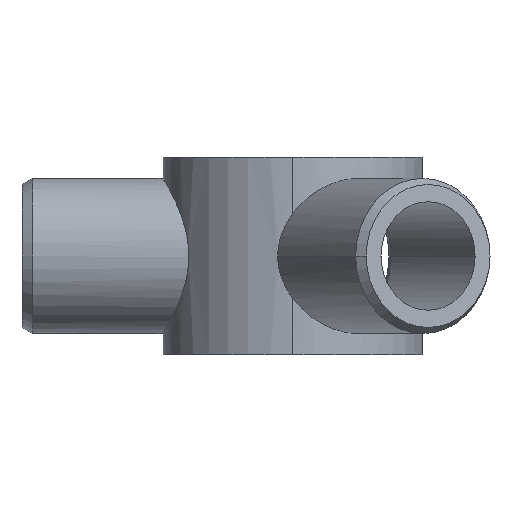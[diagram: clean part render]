
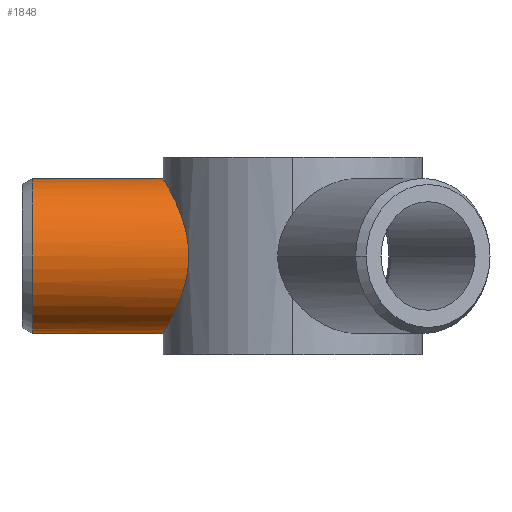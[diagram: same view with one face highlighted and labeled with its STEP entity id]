
A CAD part, left-side view. The second image highlights one B-rep face of the part: STEP entity #1848.
In plain terms, the highlighted cylindrical face has radius 11 mm (diameter 22 mm), a partial arc.
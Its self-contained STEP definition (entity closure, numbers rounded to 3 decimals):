
#26 = ORIENTED_EDGE ( 'NONE', *, *, #819, .T. ) ;
#93 = DIRECTION ( 'NONE',  ( 0., -1., 0. ) ) ;
#106 = CARTESIAN_POINT ( 'NONE',  ( 0., 38.4, -14. ) ) ;
#225 = EDGE_CURVE ( 'NONE', #3365, #2986, #3606, .T. ) ;
#249 = CARTESIAN_POINT ( 'NONE',  ( -11., 14.75, -14.376 ) ) ;
#256 = LINE ( 'NONE', #1494, #3936 ) ;
#268 = CARTESIAN_POINT ( 'NONE',  ( -8.039, 16.553, -21.517 ) ) ;
#290 = CARTESIAN_POINT ( 'NONE',  ( -3.609, 18.046, -24.398 ) ) ;
#354 = CARTESIAN_POINT ( 'NONE',  ( -2.554, 18.225, -3.294 ) ) ;
#375 = CARTESIAN_POINT ( 'NONE',  ( 0., 18.4, -3. ) ) ;
#396 = DIRECTION ( 'NONE',  ( 0., 0., 1. ) ) ;
#428 = FACE_OUTER_BOUND ( 'NONE', #1785, .T. ) ;
#442 = ORIENTED_EDGE ( 'NONE', *, *, #1085, .F. ) ;
#456 = CARTESIAN_POINT ( 'NONE',  ( 0., 36.9, -14. ) ) ;
#535 = CARTESIAN_POINT ( 'NONE',  ( -10.906, 14.82, -15.482 ) ) ;
#553 = CARTESIAN_POINT ( 'NONE',  ( -1.478, 18.355, -24.925 ) ) ;
#572 = CARTESIAN_POINT ( 'NONE',  ( -7.276, 16.903, -5.743 ) ) ;
#589 = CARTESIAN_POINT ( 'NONE',  ( -3.951, 17.974, -24.272 ) ) ;
#609 = CARTESIAN_POINT ( 'NONE',  ( -10.926, 14.806, -12.528 ) ) ;
#819 = EDGE_CURVE ( 'NONE', #2986, #3835, #256, .T. ) ;
#832 = CARTESIAN_POINT ( 'NONE',  ( -10.614, 15.031, -16.913 ) ) ;
#854 = CARTESIAN_POINT ( 'NONE',  ( -10.615, 15.03, -11.094 ) ) ;
#894 = CARTESIAN_POINT ( 'NONE',  ( -8.274, 16.437, -21.257 ) ) ;
#900 = DIRECTION ( 'NONE',  ( 0., -1., 0. ) ) ;
#912 = CARTESIAN_POINT ( 'NONE',  ( -9.857, 15.54, -18.934 ) ) ;
#932 = CARTESIAN_POINT ( 'NONE',  ( 0., 18.4, -25. ) ) ;
#977 = CARTESIAN_POINT ( 'NONE',  ( -3.946, 17.975, -3.726 ) ) ;
#992 = DIRECTION ( 'NONE',  ( 0., 0., -1. ) ) ;
#1024 = CARTESIAN_POINT ( 'NONE',  ( 0., 18.4, -3. ) ) ;
#1049 = DIRECTION ( 'NONE',  ( 0., -1., 0. ) ) ;
#1085 = EDGE_CURVE ( 'NONE', #3365, #3027, #1759, .T. ) ;
#1154 = CARTESIAN_POINT ( 'NONE',  ( -9.845, 15.546, -9.08 ) ) ;
#1217 = CARTESIAN_POINT ( 'NONE',  ( -10.981, 14.764, -14.749 ) ) ;
#1225 = B_SPLINE_CURVE_WITH_KNOTS ( 'NONE', 3,
 ( #3602, #1505, #553, #2376, #3893, #290, #589, #2136, #1527, #2099, #2739, #268, #894, #1819, #3364, #3009, #912, #3974, #3582, #832, #2058, #3281, #535, #1217, #249, #1764, #609, #2988, #854, #3302, #1466, #3910, #1154, #1484, #1784, #2697, #3930, #2399, #572, #3624, #1802, #2199, #3386, #977, #1284, #1630, #354, #1328, #2521, #2541, #1306, #375 ),
 .UNSPECIFIED., .F., .F.,
 ( 4, 2, 2, 2, 2, 2, 2, 2, 2, 2, 2, 2, 2, 2, 2, 2, 2, 2, 2, 2, 2, 2, 2, 2, 2, 4 ),
 ( 0., 0.002, 0.003, 0.004, 0.007, 0.009, 0.01, 0.011, 0.013, 0.014, 0.015, 0.017, 0.018, 0.02, 0.021, 0.022, 0.023, 0.024, 0.026, 0.028, 0.029, 0.031, 0.032, 0.033, 0.034, 0.035 ),
 .UNSPECIFIED. ) ;
#1284 = CARTESIAN_POINT ( 'NONE',  ( -3.601, 18.048, -3.6 ) ) ;
#1306 = CARTESIAN_POINT ( 'NONE',  ( -0.372, 18.4, -3. ) ) ;
#1328 = CARTESIAN_POINT ( 'NONE',  ( -1.84, 18.311, -3.149 ) ) ;
#1466 = CARTESIAN_POINT ( 'NONE',  ( -10.277, 15.264, -10.061 ) ) ;
#1484 = CARTESIAN_POINT ( 'NONE',  ( -9.506, 15.756, -8.453 ) ) ;
#1494 = CARTESIAN_POINT ( 'NONE',  ( 0., 38.4, -25. ) ) ;
#1505 = CARTESIAN_POINT ( 'NONE',  ( -0.747, 18.4, -25. ) ) ;
#1527 = CARTESIAN_POINT ( 'NONE',  ( -5.573, 17.547, -23.511 ) ) ;
#1533 = CARTESIAN_POINT ( 'NONE',  ( 0., 36.9, -25. ) ) ;
#1569 = AXIS2_PLACEMENT_3D ( 'NONE', #456, #93, #396 ) ;
#1630 = CARTESIAN_POINT ( 'NONE',  ( -2.906, 18.172, -3.385 ) ) ;
#1759 = LINE ( 'NONE', #2615, #2332 ) ;
#1764 = CARTESIAN_POINT ( 'NONE',  ( -11., 14.75, -13.259 ) ) ;
#1784 = CARTESIAN_POINT ( 'NONE',  ( -9.32, 15.866, -8.147 ) ) ;
#1785 = EDGE_LOOP ( 'NONE', ( #442, #3000, #26, #2767 ) ) ;
#1802 = CARTESIAN_POINT ( 'NONE',  ( -6.449, 17.236, -5.082 ) ) ;
#1819 = CARTESIAN_POINT ( 'NONE',  ( -8.721, 16.204, -20.713 ) ) ;
#1848 = ADVANCED_FACE ( 'NONE', ( #428 ), #1916, .T. ) ;
#1916 = CYLINDRICAL_SURFACE ( 'NONE', #2898, 11. ) ;
#2058 = CARTESIAN_POINT ( 'NONE',  ( -10.704, 14.966, -16.559 ) ) ;
#2099 = CARTESIAN_POINT ( 'NONE',  ( -6.756, 17.127, -22.711 ) ) ;
#2136 = CARTESIAN_POINT ( 'NONE',  ( -4.946, 17.736, -23.852 ) ) ;
#2199 = CARTESIAN_POINT ( 'NONE',  ( -5.573, 17.547, -4.49 ) ) ;
#2332 = VECTOR ( 'NONE', #3851, 1000. ) ;
#2376 = CARTESIAN_POINT ( 'NONE',  ( -2.552, 18.226, -24.706 ) ) ;
#2399 = CARTESIAN_POINT ( 'NONE',  ( -7.539, 16.787, -5.982 ) ) ;
#2521 = CARTESIAN_POINT ( 'NONE',  ( -1.479, 18.344, -3.094 ) ) ;
#2541 = CARTESIAN_POINT ( 'NONE',  ( -0.746, 18.389, -3.019 ) ) ;
#2615 = CARTESIAN_POINT ( 'NONE',  ( 0., 38.4, -3. ) ) ;
#2697 = CARTESIAN_POINT ( 'NONE',  ( -8.729, 16.204, -7.269 ) ) ;
#2739 = CARTESIAN_POINT ( 'NONE',  ( -7.298, 16.9, -22.26 ) ) ;
#2767 = ORIENTED_EDGE ( 'NONE', *, *, #3712, .T. ) ;
#2898 = AXIS2_PLACEMENT_3D ( 'NONE', #106, #1049, #992 ) ;
#2986 = VERTEX_POINT ( 'NONE', #1533 ) ;
#2988 = CARTESIAN_POINT ( 'NONE',  ( -10.707, 14.964, -11.451 ) ) ;
#2989 = CARTESIAN_POINT ( 'NONE',  ( 0., 36.9, -3. ) ) ;
#3000 = ORIENTED_EDGE ( 'NONE', *, *, #225, .T. ) ;
#3009 = CARTESIAN_POINT ( 'NONE',  ( -9.522, 15.751, -19.552 ) ) ;
#3027 = VERTEX_POINT ( 'NONE', #1024 ) ;
#3281 = CARTESIAN_POINT ( 'NONE',  ( -10.851, 14.86, -15.844 ) ) ;
#3302 = CARTESIAN_POINT ( 'NONE',  ( -10.4, 15.179, -10.399 ) ) ;
#3364 = CARTESIAN_POINT ( 'NONE',  ( -8.933, 16.088, -20.428 ) ) ;
#3365 = VERTEX_POINT ( 'NONE', #2989 ) ;
#3386 = CARTESIAN_POINT ( 'NONE',  ( -4.949, 17.735, -4.149 ) ) ;
#3582 = CARTESIAN_POINT ( 'NONE',  ( -10.397, 15.182, -17.611 ) ) ;
#3602 = CARTESIAN_POINT ( 'NONE',  ( 0., 18.4, -25. ) ) ;
#3606 = CIRCLE ( 'NONE', #1569, 11. ) ;
#3624 = CARTESIAN_POINT ( 'NONE',  ( -6.731, 17.127, -5.293 ) ) ;
#3712 = EDGE_CURVE ( 'NONE', #3835, #3027, #1225, .T. ) ;
#3835 = VERTEX_POINT ( 'NONE', #932 ) ;
#3851 = DIRECTION ( 'NONE',  ( 0., -1., 0. ) ) ;
#3893 = CARTESIAN_POINT ( 'NONE',  ( -2.907, 18.172, -24.615 ) ) ;
#3910 = CARTESIAN_POINT ( 'NONE',  ( -9.999, 15.447, -9.401 ) ) ;
#3930 = CARTESIAN_POINT ( 'NONE',  ( -8.284, 16.439, -6.729 ) ) ;
#3936 = VECTOR ( 'NONE', #900, 1000. ) ;
#3974 = CARTESIAN_POINT ( 'NONE',  ( -10.273, 15.266, -17.949 ) ) ;
